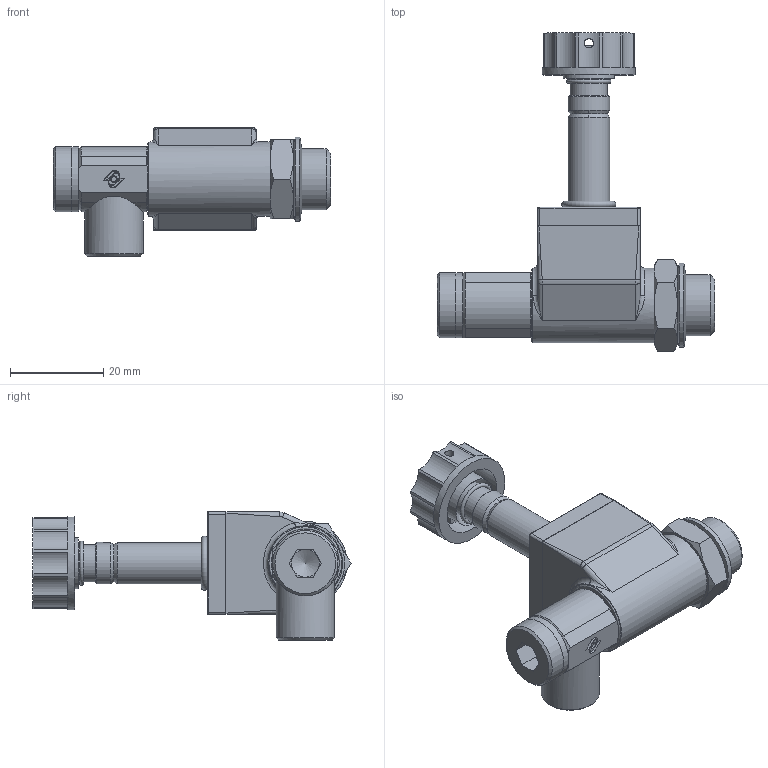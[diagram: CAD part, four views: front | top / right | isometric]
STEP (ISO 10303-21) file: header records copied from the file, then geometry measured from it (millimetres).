
FILE_DESCRIPTION( ( 'Unknown' ), '1' );
FILE_NAME( 'MH 311 019 1_8.stp', 'Unknown', ( 'Unknown' ), ( 'Unknown' ), 'PSStep 17.0.49', 'Unknown', ' ' );
FILE_SCHEMA( ( 'AUTOMOTIVE_DESIGN { 1 0 10303 214 1 1 1 1 }' ) );
Length unit declared in the file: millimetre
Products named in the file (29): S8 3_2 NC N3; s8_3_2_nc_p1; s8_3_2_nc_p2; s8_3_2_nc_p3; s8_3_2_nc_p4; S8 3_2 NC N3 + NUT 540 270; NUT 540 270; O-Ring 7,9x0,8 NBR70; HNB 9 K + O-Ring 3x1,5 NBR70; O-Ring 3x1,5 NBR70 auf HNB 9 A; HNB 9 K; Assem1; 00107_602_001_Block_ms_2013.02.01; HS 49 1_8; D MH 504 K2; 2090-1_4-1_8; O-Ring 7x1,5 NBR70 auf HS 49 1_8; 1610-1_4; DIN7500M-A2-M3x10; 6090-1_8; DIN7-A1-1m6x6; 269N-1_8x1,5; O-Ring 9x1,3 NBR70
Assembly tree (31 placements, depth 4):
  Assem1
    00107_602_001_Block_ms_2013.02.01
    00107_602_001_Block_ms_2013.02.01
    00107_602_001_Block_ms_2013.02.01
    HS 49 1_8
    HS 49 1_8
    D MH 504 K2
    2090-1_4-1_8
    O-Ring 7x1,5 NBR70 auf HS 49 1_8
    O-Ring 7x1,5 NBR70 auf HS 49 1_8
    1610-1_4
    DIN7500M-A2-M3x10  x4
    6090-1_8
    DIN7-A1-1m6x6
    DIN7-A1-1m6x6
    269N-1_8x1,5
    O-Ring 9x1,3 NBR70
    HNB 9 K + O-Ring 3x1,5 NBR70
      O-Ring 3x1,5 NBR70 auf HNB 9 A
      O-Ring 3x1,5 NBR70 auf HNB 9 A
      HNB 9 K
    S8 3_2 NC N3 + NUT 540 270
      NUT 540 270
      O-Ring 7,9x0,8 NBR70
      S8 3_2 NC N3
        s8_3_2_nc_p1
        s8_3_2_nc_p2
        s8_3_2_nc_p3
        s8_3_2_nc_p4
Bounding box: 59.5 x 68.22 x 27.5 mm (x, y, z)
Volume: 19666.7 mm3; surface area: 19939.3 mm2
Topology: 24 solids, 32 shells, 1078 faces, 2588 edges, 1596 vertices
Faces by surface type: plane 473, cylinder 283, extrusion 115, cone 79, torus 43, sphere 42, bspline 40, revolution 3
Full cylindrical faces by diameter (mm): 1 x2, 1.25 x1, 1.5 x1, 1.8 x1, 2 x2, 2.91 x1, 2.94 x1, 3 x5, 3.2 x5, 3.5 x2, 4.1 x1, 4.134 x2, 5.5 x5, 5.6 x4, 6 x5, 6.35 x1, 6.8 x1, 6.9 x1, 7.5 x2, 8 x4, 8.8 x2, 8.9 x2, 9 x2, 9.728 x1, 10 x9, 10.3 x1, 11 x3, 12 x3, 12.5 x1, 13.157 x1
Entity records: 55081 total; most frequent: CARTESIAN_POINT 13915, ORIENTED_EDGE 4395, DIRECTION 4342, PRESENTATION_STYLE_ASSIGNMENT 3228, COLOUR_RGB 3228, STYLED_ITEM 2900, CURVE_STYLE 2232, DRAUGHTING_PRE_DEFINED_CURVE_FONT 2232
